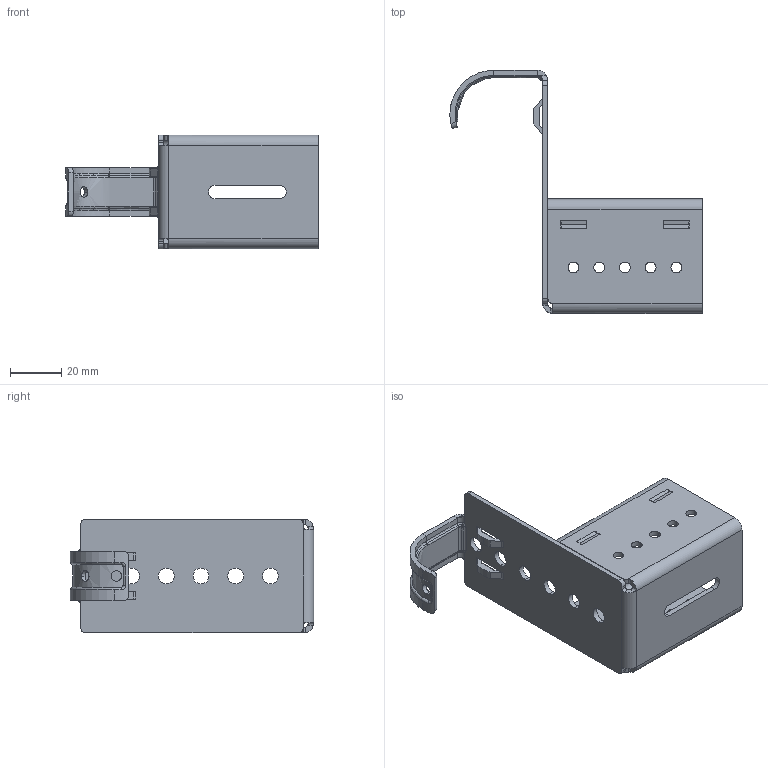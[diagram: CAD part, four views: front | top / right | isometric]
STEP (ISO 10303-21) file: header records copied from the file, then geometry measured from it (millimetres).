
FILE_DESCRIPTION (( 'STEP AP203' ), '1' );
FILE_NAME ('062A_D30M-A-TAB.STEP', '2020-06-17T07:09:20', ( '' ), ( '' ), 'SwSTEP 2.0', 'SolidWorks 2019', '' );
FILE_SCHEMA (( 'CONFIG_CONTROL_DESIGN' ));
Length unit declared in the file: millimetre
Products named in the file (1): 062A_D30M-A-TAB
Bounding box: 98 x 94.5 x 44.2 mm (x, y, z)
Volume: 24884 mm3; surface area: 27144.8 mm2
Topology: 1 solids, 1 shells, 392 faces, 944 edges, 557 vertices
Faces by surface type: cylinder 184, plane 108, bspline 59, sphere 28, torus 13
Entity records: 13482 total; most frequent: CARTESIAN_POINT 4582, ORIENTED_EDGE 1888, DIRECTION 1821, EDGE_CURVE 944, AXIS2_PLACEMENT_3D 697, VERTEX_POINT 557, EDGE_LOOP 441, LINE 427
